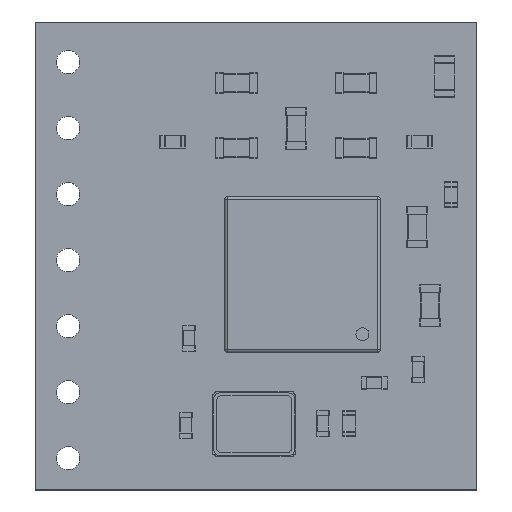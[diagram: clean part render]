
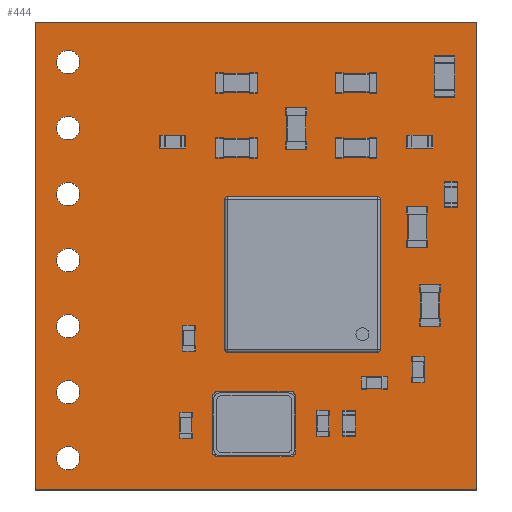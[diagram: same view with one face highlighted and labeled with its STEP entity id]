
A CAD part, top view. The second image highlights one B-rep face of the part: STEP entity #444.
In plain terms, the highlighted planar face has unit normal (0, 0, 1).
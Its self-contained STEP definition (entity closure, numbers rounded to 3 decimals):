
#94 = VERTEX_POINT('',#95);
#95 = CARTESIAN_POINT('',(120.,-99.,0.));
#112 = VERTEX_POINT('',#113);
#113 = CARTESIAN_POINT('',(120.,-81.,0.));
#119 = EDGE_CURVE('',#94,#112,#120,.T.);
#120 = LINE('',#121,#122);
#121 = CARTESIAN_POINT('',(120.,-99.,0.));
#122 = VECTOR('',#123,1.);
#123 = DIRECTION('',(0.,1.,0.));
#134 = VERTEX_POINT('',#135);
#135 = CARTESIAN_POINT('',(137.,-99.,0.));
#150 = EDGE_CURVE('',#134,#94,#151,.T.);
#151 = LINE('',#152,#153);
#152 = CARTESIAN_POINT('',(137.,-99.,0.));
#153 = VECTOR('',#154,1.);
#154 = DIRECTION('',(-1.,0.,0.));
#174 = VERTEX_POINT('',#175);
#175 = CARTESIAN_POINT('',(137.,-81.,0.));
#181 = EDGE_CURVE('',#112,#174,#182,.T.);
#182 = LINE('',#183,#184);
#183 = CARTESIAN_POINT('',(120.,-81.,0.));
#184 = VECTOR('',#185,1.);
#185 = DIRECTION('',(1.,0.,0.));
#203 = EDGE_CURVE('',#174,#134,#204,.T.);
#204 = LINE('',#205,#206);
#205 = CARTESIAN_POINT('',(137.,-81.,0.));
#206 = VECTOR('',#207,1.);
#207 = DIRECTION('',(0.,-1.,0.));
#218 = VERTEX_POINT('',#219);
#219 = CARTESIAN_POINT('',(121.72,-97.78,0.));
#235 = EDGE_CURVE('',#218,#218,#236,.T.);
#236 = CIRCLE('',#237,0.45);
#237 = AXIS2_PLACEMENT_3D('',#238,#239,#240);
#238 = CARTESIAN_POINT('',(121.27,-97.78,0.));
#239 = DIRECTION('',(0.,0.,1.));
#240 = DIRECTION('',(1.,0.,-0.));
#251 = VERTEX_POINT('',#252);
#252 = CARTESIAN_POINT('',(121.72,-95.24,0.));
#268 = EDGE_CURVE('',#251,#251,#269,.T.);
#269 = CIRCLE('',#270,0.45);
#270 = AXIS2_PLACEMENT_3D('',#271,#272,#273);
#271 = CARTESIAN_POINT('',(121.27,-95.24,0.));
#272 = DIRECTION('',(0.,0.,1.));
#273 = DIRECTION('',(1.,0.,-0.));
#284 = VERTEX_POINT('',#285);
#285 = CARTESIAN_POINT('',(121.72,-92.7,0.));
#301 = EDGE_CURVE('',#284,#284,#302,.T.);
#302 = CIRCLE('',#303,0.45);
#303 = AXIS2_PLACEMENT_3D('',#304,#305,#306);
#304 = CARTESIAN_POINT('',(121.27,-92.7,0.));
#305 = DIRECTION('',(0.,0.,1.));
#306 = DIRECTION('',(1.,0.,-0.));
#317 = VERTEX_POINT('',#318);
#318 = CARTESIAN_POINT('',(121.72,-90.16,0.));
#334 = EDGE_CURVE('',#317,#317,#335,.T.);
#335 = CIRCLE('',#336,0.45);
#336 = AXIS2_PLACEMENT_3D('',#337,#338,#339);
#337 = CARTESIAN_POINT('',(121.27,-90.16,0.));
#338 = DIRECTION('',(0.,0.,1.));
#339 = DIRECTION('',(1.,0.,-0.));
#350 = VERTEX_POINT('',#351);
#351 = CARTESIAN_POINT('',(121.72,-87.62,0.));
#367 = EDGE_CURVE('',#350,#350,#368,.T.);
#368 = CIRCLE('',#369,0.45);
#369 = AXIS2_PLACEMENT_3D('',#370,#371,#372);
#370 = CARTESIAN_POINT('',(121.27,-87.62,0.));
#371 = DIRECTION('',(0.,0.,1.));
#372 = DIRECTION('',(1.,0.,-0.));
#383 = VERTEX_POINT('',#384);
#384 = CARTESIAN_POINT('',(121.72,-85.08,0.));
#400 = EDGE_CURVE('',#383,#383,#401,.T.);
#401 = CIRCLE('',#402,0.45);
#402 = AXIS2_PLACEMENT_3D('',#403,#404,#405);
#403 = CARTESIAN_POINT('',(121.27,-85.08,0.));
#404 = DIRECTION('',(0.,0.,1.));
#405 = DIRECTION('',(1.,0.,-0.));
#416 = VERTEX_POINT('',#417);
#417 = CARTESIAN_POINT('',(121.72,-82.54,0.));
#433 = EDGE_CURVE('',#416,#416,#434,.T.);
#434 = CIRCLE('',#435,0.45);
#435 = AXIS2_PLACEMENT_3D('',#436,#437,#438);
#436 = CARTESIAN_POINT('',(121.27,-82.54,0.));
#437 = DIRECTION('',(0.,0.,1.));
#438 = DIRECTION('',(1.,0.,-0.));
#444 = ADVANCED_FACE('',(#445,#451,#454,#457,#460,#463,#466,#469),#472,
  .F.);
#445 = FACE_BOUND('',#446,.F.);
#446 = EDGE_LOOP('',(#447,#448,#449,#450));
#447 = ORIENTED_EDGE('',*,*,#119,.T.);
#448 = ORIENTED_EDGE('',*,*,#181,.T.);
#449 = ORIENTED_EDGE('',*,*,#203,.T.);
#450 = ORIENTED_EDGE('',*,*,#150,.T.);
#451 = FACE_BOUND('',#452,.F.);
#452 = EDGE_LOOP('',(#453));
#453 = ORIENTED_EDGE('',*,*,#235,.T.);
#454 = FACE_BOUND('',#455,.F.);
#455 = EDGE_LOOP('',(#456));
#456 = ORIENTED_EDGE('',*,*,#268,.T.);
#457 = FACE_BOUND('',#458,.F.);
#458 = EDGE_LOOP('',(#459));
#459 = ORIENTED_EDGE('',*,*,#301,.T.);
#460 = FACE_BOUND('',#461,.F.);
#461 = EDGE_LOOP('',(#462));
#462 = ORIENTED_EDGE('',*,*,#334,.T.);
#463 = FACE_BOUND('',#464,.F.);
#464 = EDGE_LOOP('',(#465));
#465 = ORIENTED_EDGE('',*,*,#367,.T.);
#466 = FACE_BOUND('',#467,.F.);
#467 = EDGE_LOOP('',(#468));
#468 = ORIENTED_EDGE('',*,*,#400,.T.);
#469 = FACE_BOUND('',#470,.F.);
#470 = EDGE_LOOP('',(#471));
#471 = ORIENTED_EDGE('',*,*,#433,.T.);
#472 = PLANE('',#473);
#473 = AXIS2_PLACEMENT_3D('',#474,#475,#476);
#474 = CARTESIAN_POINT('',(128.5,-90.,0.));
#475 = DIRECTION('',(-0.,-0.,-1.));
#476 = DIRECTION('',(-1.,0.,0.));
